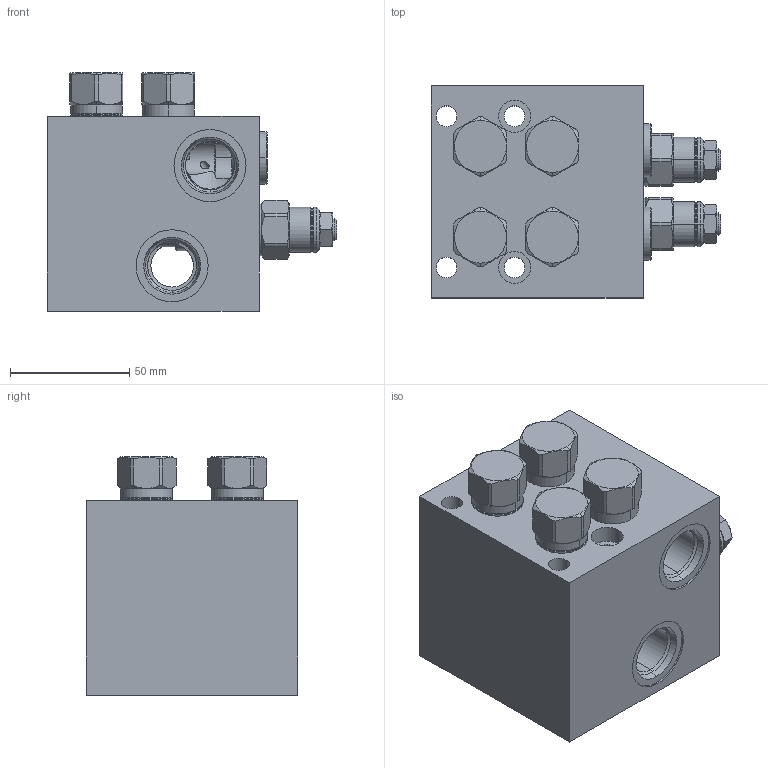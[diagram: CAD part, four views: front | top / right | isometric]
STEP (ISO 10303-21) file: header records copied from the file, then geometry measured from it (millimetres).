
FILE_DESCRIPTION((''),'2;1');
FILE_NAME('YCCLLHNAK_ASM','2021-12-09T',('ProEService'),(''),'PRO/ENGINEER BY PARAMETRIC TECHNOLOGY CORPORATION, 2014200','PRO/ENGINEER BY PARAMETRIC TECHNOLOGY CORPORATION, 2014200','');
FILE_SCHEMA(('CONFIG_CONTROL_DESIGN'));
Length unit declared in the file: inch
Products named in the file (7): 151-412-004; CXCDXAN; CXDAXAN; CBCALHN; 330-006-008; 500-002-908; YCCLLHNAK_ASM
Assembly tree (10 placements, depth 2):
  YCCLLHNAK_ASM
    151-412-004
    CXCDXAN  x2
    CXDAXAN  x2
    CBCALHN  x2
    330-006-008  x2
    500-002-908
Bounding box: 121.44 x 88.9 x 100.03 mm (x, y, z)
Volume: 592550.1 mm3; surface area: 125434.2 mm2
Topology: 19 solids, 25 shells, 1722 faces, 4724 edges, 3325 vertices
Faces by surface type: cylinder 724, cone 370, plane 360, torus 184, revolution 48, bspline 36
Entity records: 39879 total; most frequent: CARTESIAN_POINT 13975, DIRECTION 5444, ORIENTED_EDGE 4870, EDGE_CURVE 2435, AXIS2_PLACEMENT_3D 2099, VERTEX_POINT 1517, VECTOR 1222, LINE 1222
